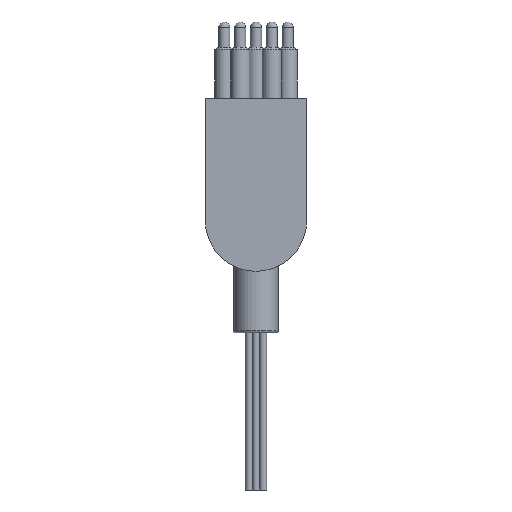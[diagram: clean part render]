
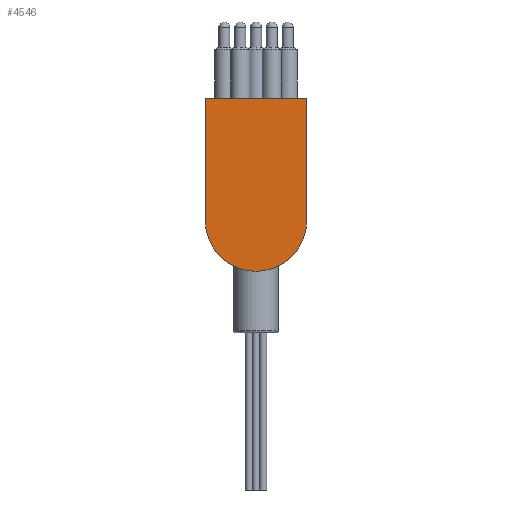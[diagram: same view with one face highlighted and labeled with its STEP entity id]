
A CAD part, front view. The second image highlights one B-rep face of the part: STEP entity #4546.
In plain terms, the highlighted planar face has unit normal (0, -1, 0).
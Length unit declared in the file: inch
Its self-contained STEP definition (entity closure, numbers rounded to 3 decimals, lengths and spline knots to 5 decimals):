
#83=CIRCLE($,#4819,0.5);
#255=PLANE($,#4818);
#440=FACE_OUTER_BOUND($,#743,.T.);
#743=EDGE_LOOP($,(#3599,#3600,#3601,#3602));
#1119=LINE($,#6985,#1483);
#1158=LINE($,#7748,#1522);
#1160=LINE($,#7752,#1524);
#1483=VECTOR($,#5283,1.);
#1522=VECTOR($,#5370,1.207);
#1524=VECTOR($,#5374,1.207);
#2050=VERTEX_POINT($,#6983);
#2051=VERTEX_POINT($,#6984);
#2138=VERTEX_POINT($,#7747);
#2139=VERTEX_POINT($,#7751);
#2586=EDGE_CURVE($,#2050,#2051,#1119,.T.);
#2675=EDGE_CURVE($,#2138,#2051,#1158,.T.);
#2677=EDGE_CURVE($,#2139,#2050,#1160,.T.);
#2678=EDGE_CURVE($,#2138,#2139,#83,.T.);
#3599=ORIENTED_EDGE($,*,*,#2675,.T.);
#3600=ORIENTED_EDGE($,*,*,#2586,.F.);
#3601=ORIENTED_EDGE($,*,*,#2677,.F.);
#3602=ORIENTED_EDGE($,*,*,#2678,.F.);
#4546=ADVANCED_FACE($,(#440),#255,.T.);
#4818=AXIS2_PLACEMENT_3D($,#7750,#5372,#5373);
#4819=AXIS2_PLACEMENT_3D($,#7753,#5375,#5376);
#5283=DIRECTION($,(1.,0.,0.));
#5370=DIRECTION($,(0.,0.,1.));
#5372=DIRECTION('center_axis',(0.,-1.,0.));
#5373=DIRECTION('ref_axis',(0.,0.,-1.));
#5374=DIRECTION($,(0.,0.,1.));
#5375=DIRECTION('center_axis',(0.,1.,0.));
#5376=DIRECTION('ref_axis',(0.,0.,-1.));
#6983=CARTESIAN_POINT('',(-0.5,-0.282,0.007));
#6984=CARTESIAN_POINT('',(0.5,-0.282,0.007));
#6985=CARTESIAN_POINT($,(-0.5,-0.282,0.007));
#7747=CARTESIAN_POINT('',(0.5,-0.282,-1.2));
#7748=CARTESIAN_POINT($,(0.5,-0.282,-1.2));
#7750=CARTESIAN_POINT('Origin',(-0.5,-0.282,-1.2));
#7751=CARTESIAN_POINT('',(-0.5,-0.282,-1.2));
#7752=CARTESIAN_POINT($,(-0.5,-0.282,-1.2));
#7753=CARTESIAN_POINT('Origin',(0.,-0.282,-1.2));
